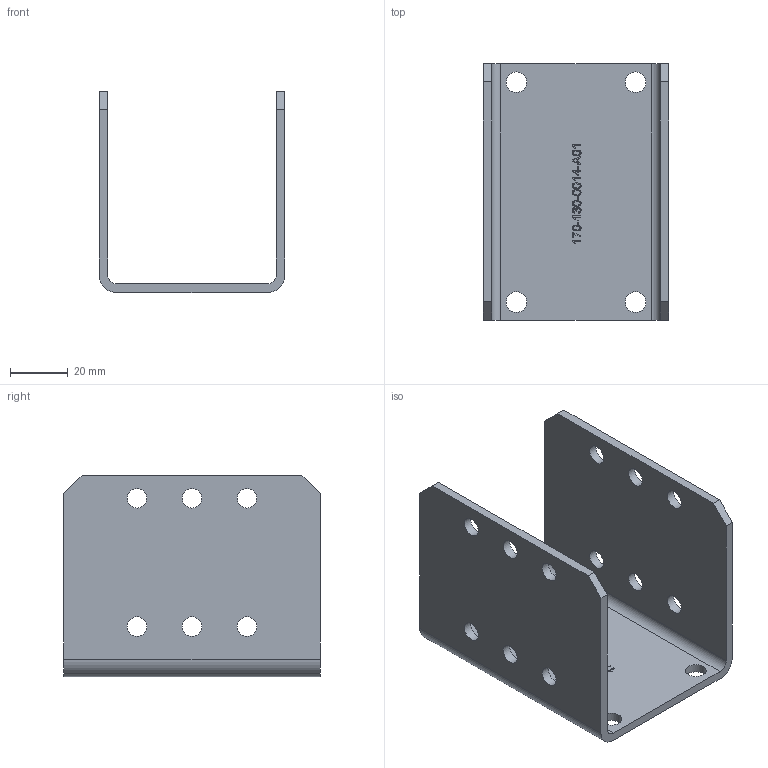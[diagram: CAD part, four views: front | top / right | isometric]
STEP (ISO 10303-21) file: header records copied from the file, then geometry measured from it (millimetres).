
FILE_DESCRIPTION(/* description */ ('BRACKET, U SHAPE, AC7, 3-AXIS, BLACK'),/* implementation_level */ '2;1');
FILE_NAME(/* name */ 'U BRACKET AC7 AC231.stp',/* time_stamp */ '2018-12-13T13:45:40-05:00',/* author */ ('sboulais'),/* organization */ (''),/* preprocessor_version */ 'ST-DEVELOPER v16.13',/* originating_system */ 'Autodesk Inventor 2018',/* authorisation */ '');
FILE_SCHEMA (('AUTOMOTIVE_DESIGN { 1 0 10303 214 3 1 1 }'));
Length unit declared in the file: inch
Products named in the file (1): 170-130-0014
Bounding box: 64.41 x 88.9 x 69.72 mm (x, y, z)
Volume: 50471.8 mm3; surface area: 35893.8 mm2
Topology: 1 solids, 1 shells, 199 faces, 522 edges, 348 vertices
Faces by surface type: plane 102, bspline 77, cylinder 20
Full cylindrical faces by diameter (mm): 6.756 x12, 7.137 x4
Entity records: 6534 total; most frequent: CARTESIAN_POINT 2043, ORIENTED_EDGE 1012, DIRECTION 638, EDGE_CURVE 506, VERTEX_POINT 348, LINE 312, VECTOR 312, EDGE_LOOP 270
